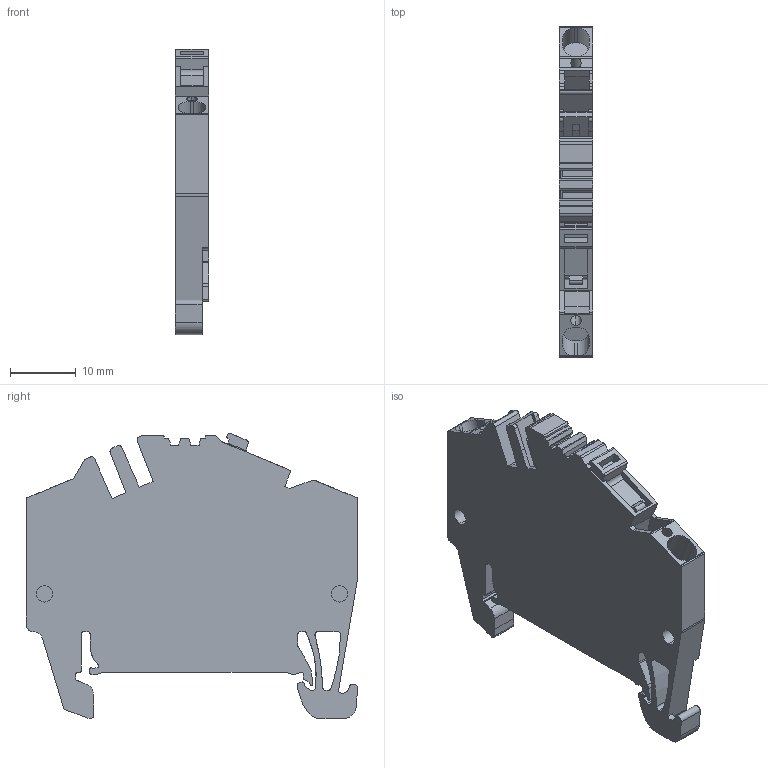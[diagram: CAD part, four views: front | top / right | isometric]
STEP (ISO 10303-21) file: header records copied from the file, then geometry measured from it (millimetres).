
FILE_DESCRIPTION(('CATIA V5 STEP Exchange','CAx-IF Rec.Pracs.--- Model Styling and Organization---1.4--- 2014-01-23'),'2;1');
FILE_NAME ('D1456001_0_1779120000_1779120000.stp','2020-01-10T09:38:27+00:00',('none'),('Weidmueller'),'CATIA Version 5-6 Release 2016 SP3 HF44','CATIA V5 STEP AP214','none');
FILE_SCHEMA(('AUTOMOTIVE_DESIGN { 1 0 10303 214 1 1 1 1 }'));
Length unit declared in the file: millimetre
Products named in the file (1): 1779120000_ZTR_2-5-2_BL
Bounding box: 5.1 x 50.5 x 43.54 mm (x, y, z)
Volume: 7144.7 mm3; surface area: 5703.2 mm2
Topology: 2 solids, 2 shells, 332 faces, 983 edges, 663 vertices
Faces by surface type: plane 206, cylinder 126
Entity records: 10549 total; most frequent: ORIENTED_EDGE 1966, CARTESIAN_POINT 1917, DIRECTION 1491, EDGE_CURVE 983, VECTOR 699, LINE 699, VERTEX_POINT 663, AXIS2_PLACEMENT_3D 537
